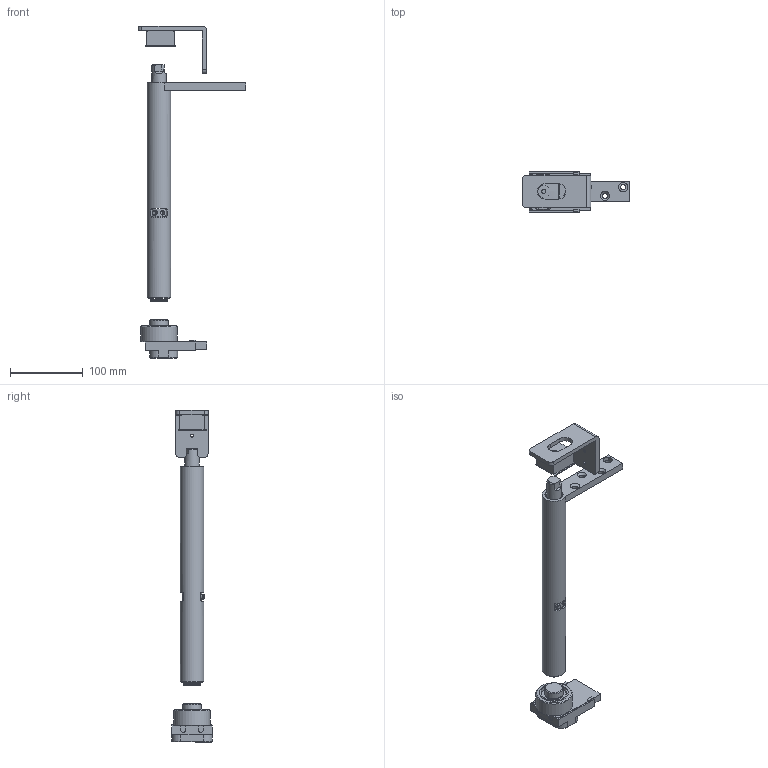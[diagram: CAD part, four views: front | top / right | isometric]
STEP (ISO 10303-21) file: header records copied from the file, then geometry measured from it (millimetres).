
FILE_DESCRIPTION(/* description */ (''),/* implementation_level */ '2;1');
FILE_NAME(/* name */ '25312GT51.stp',/* time_stamp */ '2019-08-07T09:43:35+02:00',/* author */ ('Marc'),/* organization */ (''),/* preprocessor_version */ 'ST-DEVELOPER v17.2',/* originating_system */ 'Autodesk Inventor 2019',/* authorisation */ '');
FILE_SCHEMA (('AUTOMOTIVE_DESIGN { 1 0 10303 214 3 1 1 }'));
Length unit declared in the file: millimetre
Products named in the file (1): 25312GT51
Bounding box: 147.51 x 55.03 x 454.95 mm (x, y, z)
Volume: 257445.6 mm3; surface area: 131181.4 mm2
Topology: 7 solids, 8 shells, 691 faces, 2146 edges, 1385 vertices
Faces by surface type: plane 321, cylinder 196, torus 89, cone 52, bspline 24, sphere 9
Full cylindrical faces by diameter (mm): 2.459 x2, 4.134 x2, 4.5 x2, 6 x9, 6.1 x1, 7 x4, 10 x6, 10.2 x2, 14 x1, 14.63 x2, 16 x1, 16.9 x1, 17 x1, 18 x2, 20 x1, 21.6 x1, 22.75 x1, 24.36 x1, 25 x2, 25.74 x1, 27 x1, 28 x2, 30 x1, 30.874 x1, 32 x1, 32.64 x1, 33.468 x1, 35 x1, 35.4 x1, 40 x2
Entity records: 27878 total; most frequent: CARTESIAN_POINT 7318, DIRECTION 4302, ORIENTED_EDGE 4292, EDGE_CURVE 2146, AXIS2_PLACEMENT_3D 1748, VERTEX_POINT 1417, CIRCLE 811, LINE 806
